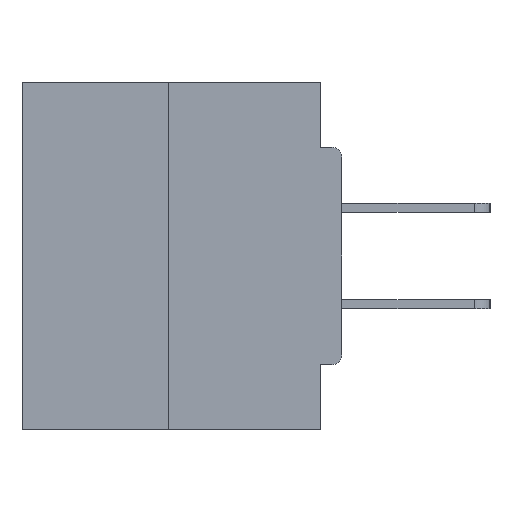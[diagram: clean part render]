
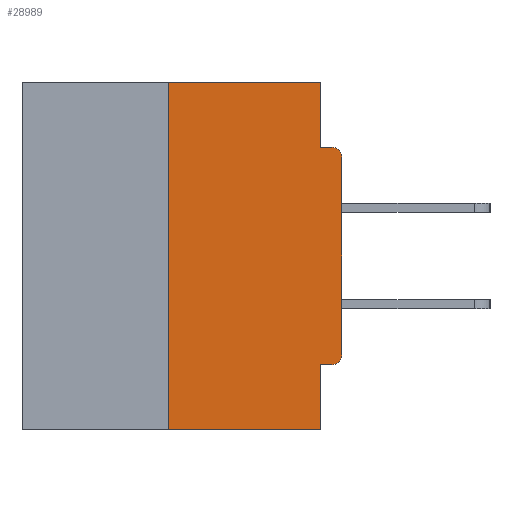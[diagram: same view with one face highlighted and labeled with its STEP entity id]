
A CAD part, left-side view. The second image highlights one B-rep face of the part: STEP entity #28989.
In plain terms, the highlighted planar face has unit normal (-1, 0, 0).
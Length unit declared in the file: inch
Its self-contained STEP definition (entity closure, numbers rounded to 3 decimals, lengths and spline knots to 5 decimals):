
#810 = DIRECTION ( 'NONE',  ( 0., -1., 0. ) ) ;
#1156 = CARTESIAN_POINT ( 'NONE',  ( 0., 0.46, 0. ) ) ;
#1380 = CARTESIAN_POINT ( 'NONE',  ( 0., 0., -0.3915 ) ) ;
#1704 = ORIENTED_EDGE ( 'NONE', *, *, #29634, .F. ) ;
#2299 = DIRECTION ( 'NONE',  ( 0., 0., -1. ) ) ;
#2957 = CARTESIAN_POINT ( 'NONE',  ( 0., 0., 0. ) ) ;
#3235 = CARTESIAN_POINT ( 'NONE',  ( 0., 0.25, 0. ) ) ;
#3905 = VERTEX_POINT ( 'NONE', #21640 ) ;
#4321 = DIRECTION ( 'NONE',  ( 0., 0., 1. ) ) ;
#4506 = DIRECTION ( 'NONE',  ( 0., 0., -1. ) ) ;
#4986 = EDGE_CURVE ( 'NONE', #29829, #32149, #20226, .T. ) ;
#5302 = VECTOR ( 'NONE', #4321, 39.37008 ) ;
#5351 = VECTOR ( 'NONE', #4506, 39.37008 ) ;
#5557 = DIRECTION ( 'NONE',  ( -1., 0., 0. ) ) ;
#5736 = CARTESIAN_POINT ( 'NONE',  ( 0., 0.46, 0. ) ) ;
#6062 = EDGE_LOOP ( 'NONE', ( #1704, #16216, #17119, #15104, #29717, #19116, #12072, #24257, #26001, #23247 ) ) ;
#7171 = CARTESIAN_POINT ( 'NONE',  ( 0., 0.015, -0.4065 ) ) ;
#8385 = CARTESIAN_POINT ( 'NONE',  ( 0., 0.031, -0.0935 ) ) ;
#9070 = DIRECTION ( 'NONE',  ( 0., -1., 0. ) ) ;
#9232 = DIRECTION ( 'NONE',  ( 0., 0., -1. ) ) ;
#9814 = CARTESIAN_POINT ( 'NONE',  ( 0., 0.25, 0. ) ) ;
#10222 = EDGE_CURVE ( 'NONE', #12537, #29829, #33033, .T. ) ;
#10340 = VECTOR ( 'NONE', #9070, 39.37008 ) ;
#10905 = CARTESIAN_POINT ( 'NONE',  ( 0., 0.015, -0.1085 ) ) ;
#11535 = CARTESIAN_POINT ( 'NONE',  ( 0., 0., -0.0935 ) ) ;
#11987 = CARTESIAN_POINT ( 'NONE',  ( 0., 0.031, 0. ) ) ;
#12072 = ORIENTED_EDGE ( 'NONE', *, *, #14115, .T. ) ;
#12132 = CARTESIAN_POINT ( 'NONE',  ( 0., 0., -0.4065 ) ) ;
#12340 = DIRECTION ( 'NONE',  ( 0., 1., 0. ) ) ;
#12384 = CARTESIAN_POINT ( 'NONE',  ( 0., 0.015, -0.3915 ) ) ;
#12452 = EDGE_CURVE ( 'NONE', #3905, #29078, #32466, .T. ) ;
#12537 = VERTEX_POINT ( 'NONE', #7171 ) ;
#12620 = AXIS2_PLACEMENT_3D ( 'NONE', #10905, #5557, #28431 ) ;
#12775 = EDGE_CURVE ( 'NONE', #25388, #20217, #14448, .T. ) ;
#13899 = DIRECTION ( 'NONE',  ( 0., -1., 0. ) ) ;
#13953 = LINE ( 'NONE', #2957, #24327 ) ;
#14115 = EDGE_CURVE ( 'NONE', #28127, #25388, #13953, .T. ) ;
#14448 = CIRCLE ( 'NONE', #12620, 0.015 ) ;
#15104 = ORIENTED_EDGE ( 'NONE', *, *, #4986, .F. ) ;
#15471 = EDGE_CURVE ( 'NONE', #3905, #32149, #19082, .T. ) ;
#15734 = EDGE_CURVE ( 'NONE', #15836, #20217, #17093, .T. ) ;
#15836 = VERTEX_POINT ( 'NONE', #8385 ) ;
#16069 = EDGE_CURVE ( 'NONE', #12537, #28127, #21051, .T. ) ;
#16216 = ORIENTED_EDGE ( 'NONE', *, *, #12452, .F. ) ;
#17093 = LINE ( 'NONE', #11535, #10340 ) ;
#17119 = ORIENTED_EDGE ( 'NONE', *, *, #15471, .T. ) ;
#17250 = VECTOR ( 'NONE', #13899, 39.37008 ) ;
#17369 = AXIS2_PLACEMENT_3D ( 'NONE', #12384, #30361, #2299 ) ;
#17429 = VECTOR ( 'NONE', #12340, 39.37008 ) ;
#18169 = AXIS2_PLACEMENT_3D ( 'NONE', #5736, #23768, #28678 ) ;
#19082 = LINE ( 'NONE', #28533, #28286 ) ;
#19116 = ORIENTED_EDGE ( 'NONE', *, *, #16069, .T. ) ;
#20217 = VERTEX_POINT ( 'NONE', #24193 ) ;
#20226 = LINE ( 'NONE', #24523, #31387 ) ;
#21051 = CIRCLE ( 'NONE', #17369, 0.015 ) ;
#21640 = CARTESIAN_POINT ( 'NONE',  ( 0., 0.25, -0.5 ) ) ;
#22145 = CARTESIAN_POINT ( 'NONE',  ( 0., 0., -0.1085 ) ) ;
#22714 = CARTESIAN_POINT ( 'NONE',  ( 0., 0.031, -0.4065 ) ) ;
#23018 = EDGE_CURVE ( 'NONE', #31163, #15836, #27317, .T. ) ;
#23247 = ORIENTED_EDGE ( 'NONE', *, *, #23018, .F. ) ;
#23356 = CARTESIAN_POINT ( 'NONE',  ( 0., 0.031, 0. ) ) ;
#23768 = DIRECTION ( 'NONE',  ( 1., 0., 0. ) ) ;
#24193 = CARTESIAN_POINT ( 'NONE',  ( 0., 0.015, -0.0935 ) ) ;
#24257 = ORIENTED_EDGE ( 'NONE', *, *, #12775, .T. ) ;
#24327 = VECTOR ( 'NONE', #30985, 39.37008 ) ;
#24523 = CARTESIAN_POINT ( 'NONE',  ( 0., 0.031, -0.5 ) ) ;
#25234 = LINE ( 'NONE', #1156, #17250 ) ;
#25388 = VERTEX_POINT ( 'NONE', #22145 ) ;
#26001 = ORIENTED_EDGE ( 'NONE', *, *, #15734, .F. ) ;
#27317 = LINE ( 'NONE', #11987, #5351 ) ;
#28127 = VERTEX_POINT ( 'NONE', #1380 ) ;
#28286 = VECTOR ( 'NONE', #810, 39.37008 ) ;
#28431 = DIRECTION ( 'NONE',  ( 0., 0., -1. ) ) ;
#28533 = CARTESIAN_POINT ( 'NONE',  ( 0., 0.46, -0.5 ) ) ;
#28580 = PLANE ( 'NONE',  #18169 ) ;
#28678 = DIRECTION ( 'NONE',  ( 0., 0., -1. ) ) ;
#28989 = ADVANCED_FACE ( 'NONE', ( #32944 ), #28580, .F. ) ;
#29078 = VERTEX_POINT ( 'NONE', #3235 ) ;
#29634 = EDGE_CURVE ( 'NONE', #29078, #31163, #25234, .T. ) ;
#29717 = ORIENTED_EDGE ( 'NONE', *, *, #10222, .F. ) ;
#29829 = VERTEX_POINT ( 'NONE', #22714 ) ;
#30361 = DIRECTION ( 'NONE',  ( -1., 0., 0. ) ) ;
#30609 = CARTESIAN_POINT ( 'NONE',  ( 0., 0.031, -0.5 ) ) ;
#30985 = DIRECTION ( 'NONE',  ( 0., 0., 1. ) ) ;
#31163 = VERTEX_POINT ( 'NONE', #23356 ) ;
#31387 = VECTOR ( 'NONE', #9232, 39.37008 ) ;
#32149 = VERTEX_POINT ( 'NONE', #30609 ) ;
#32466 = LINE ( 'NONE', #9814, #5302 ) ;
#32944 = FACE_OUTER_BOUND ( 'NONE', #6062, .T. ) ;
#33033 = LINE ( 'NONE', #12132, #17429 ) ;
